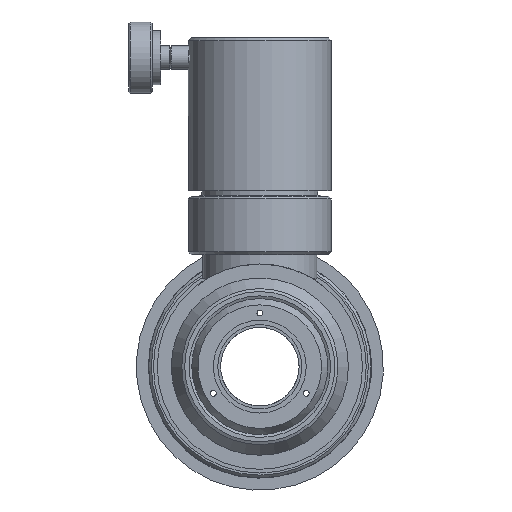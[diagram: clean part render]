
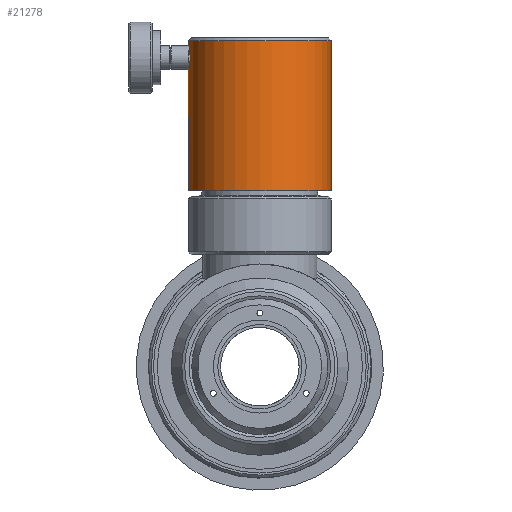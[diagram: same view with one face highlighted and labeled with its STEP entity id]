
A CAD part, left-side view. The second image highlights one B-rep face of the part: STEP entity #21278.
In plain terms, the highlighted cylindrical face has radius 12.7 mm (diameter 25.4 mm), a full revolution.
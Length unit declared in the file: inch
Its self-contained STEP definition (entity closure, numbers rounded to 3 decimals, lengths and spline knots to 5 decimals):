
#21028=CARTESIAN_POINT('',(1.084,0.5,0.));
#21029=VERTEX_POINT('',#21028);
#21030=CARTESIAN_POINT('',(1.214,0.5,0.0));
#21031=VERTEX_POINT('',#21030);
#21032=CARTESIAN_POINT('',(1.084,0.5,0.));
#21033=CARTESIAN_POINT('',(1.084,0.5,-0.00817));
#21034=CARTESIAN_POINT('',(1.08563,0.49978,-0.01688));
#21035=CARTESIAN_POINT('',(1.09227,0.49898,-0.03289));
#21036=CARTESIAN_POINT('',(1.09727,0.49842,-0.0402));
#21037=CARTESIAN_POINT('',(1.1088,0.49735,-0.05173));
#21038=CARTESIAN_POINT('',(1.11611,0.49678,-0.05673));
#21039=CARTESIAN_POINT('',(1.13212,0.49598,-0.06337));
#21040=CARTESIAN_POINT('',(1.14083,0.49576,-0.065));
#21041=CARTESIAN_POINT('',(1.15717,0.49576,-0.065));
#21042=CARTESIAN_POINT('',(1.16588,0.49598,-0.06337));
#21043=CARTESIAN_POINT('',(1.18189,0.49678,-0.05673));
#21044=CARTESIAN_POINT('',(1.1892,0.49735,-0.05173));
#21045=CARTESIAN_POINT('',(1.20073,0.49842,-0.0402));
#21046=CARTESIAN_POINT('',(1.20573,0.49898,-0.03289));
#21047=CARTESIAN_POINT('',(1.21237,0.49978,-0.01688));
#21048=CARTESIAN_POINT('',(1.214,0.5,-0.00817));
#21049=CARTESIAN_POINT('',(1.214,0.5,0.0));
#21050=B_SPLINE_CURVE_WITH_KNOTS('',3,(#21032,#21033,#21034,#21035,#21036,#21037,#21038,#21039,#21040,#21041,#21042,#21043,#21044,#21045,#21046,#21047,#21048,#21049),.UNSPECIFIED.,.F.,.U.,(4,2,2,2,2,2,2,2,4),(0.24907,0.31133,0.3736,0.43587,0.49813,0.5604,0.62267,0.68493,0.7472),.UNSPECIFIED.);
#21051=EDGE_CURVE('',#21029,#21031,#21050,.T.);
#21053=CARTESIAN_POINT('',(1.214,0.5,0.0));
#21054=CARTESIAN_POINT('',(1.214,0.5,0.00817));
#21055=CARTESIAN_POINT('',(1.21237,0.49978,0.01688));
#21056=CARTESIAN_POINT('',(1.20573,0.49898,0.03289));
#21057=CARTESIAN_POINT('',(1.20073,0.49842,0.0402));
#21058=CARTESIAN_POINT('',(1.1892,0.49735,0.05173));
#21059=CARTESIAN_POINT('',(1.18189,0.49678,0.05673));
#21060=CARTESIAN_POINT('',(1.16588,0.49598,0.06337));
#21061=CARTESIAN_POINT('',(1.15717,0.49576,0.065));
#21062=CARTESIAN_POINT('',(1.149,0.49576,0.065));
#21063=CARTESIAN_POINT('',(1.14083,0.49576,0.065));
#21064=CARTESIAN_POINT('',(1.13212,0.49598,0.06337));
#21065=CARTESIAN_POINT('',(1.11611,0.49678,0.05673));
#21066=CARTESIAN_POINT('',(1.1088,0.49735,0.05173));
#21067=CARTESIAN_POINT('',(1.09727,0.49842,0.0402));
#21068=CARTESIAN_POINT('',(1.09227,0.49898,0.03289));
#21069=CARTESIAN_POINT('',(1.08563,0.49978,0.01688));
#21070=CARTESIAN_POINT('',(1.084,0.5,0.00817));
#21071=CARTESIAN_POINT('',(1.084,0.5,0.));
#21072=B_SPLINE_CURVE_WITH_KNOTS('',3,(#21053,#21054,#21055,#21056,#21057,#21058,#21059,#21060,#21061,#21062,#21063,#21064,#21065,#21066,#21067,#21068,#21069,#21070,#21071),.UNSPECIFIED.,.F.,.U.,(4,2,2,2,3,2,2,2,4),(0.7472,0.80947,0.87173,0.934,0.99627,1.05853,1.1208,1.18307,1.24533),.UNSPECIFIED.);
#21073=EDGE_CURVE('',#21031,#21029,#21072,.T.);
#21232=CARTESIAN_POINT('',(1.269,0.5,0.));
#21233=VERTEX_POINT('',#21232);
#21234=CARTESIAN_POINT('',(1.269,0.0,0.0));
#21235=DIRECTION('',(1.0,0.0,0.0));
#21236=DIRECTION('',(0.0,-1.0,0.0));
#21237=AXIS2_PLACEMENT_3D('',#21234,#21235,#21236);
#21238=CIRCLE('',#21237,0.5);
#21239=EDGE_CURVE('',#21233,#21233,#21238,.T.);
#21255=CARTESIAN_POINT('',(0.7525,0.0,0.0));
#21256=DIRECTION('',(1.0,0.0,0.0));
#21257=DIRECTION('',(0.0,1.0,0.0));
#21258=AXIS2_PLACEMENT_3D('',#21255,#21256,#21257);
#21259=CYLINDRICAL_SURFACE('',#21258,0.5);
#21260=CARTESIAN_POINT('',(0.216,0.5,0.0));
#21261=VERTEX_POINT('',#21260);
#21262=CARTESIAN_POINT('',(0.216,0.0,0.0));
#21263=DIRECTION('',(1.0,0.0,0.0));
#21264=DIRECTION('',(0.0,1.0,0.0));
#21265=AXIS2_PLACEMENT_3D('',#21262,#21263,#21264);
#21266=CIRCLE('',#21265,0.5);
#21267=EDGE_CURVE('',#21261,#21261,#21266,.T.);
#21268=ORIENTED_EDGE('',*,*,#21267,.T.);
#21269=EDGE_LOOP('',(#21268));
#21270=FACE_OUTER_BOUND('',#21269,.T.);
#21271=ORIENTED_EDGE('',*,*,#21051,.T.);
#21272=ORIENTED_EDGE('',*,*,#21073,.T.);
#21273=EDGE_LOOP('',(#21271,#21272));
#21274=FACE_BOUND('',#21273,.T.);
#21275=ORIENTED_EDGE('',*,*,#21239,.F.);
#21276=EDGE_LOOP('',(#21275));
#21277=FACE_BOUND('',#21276,.T.);
#21278=ADVANCED_FACE('',(#21270,#21274,#21277),#21259,.T.);
